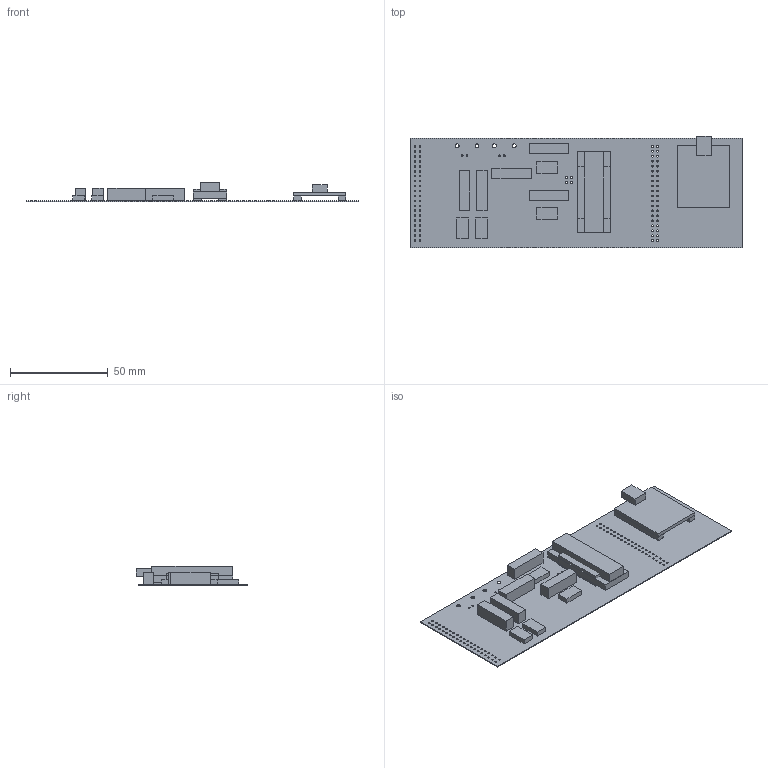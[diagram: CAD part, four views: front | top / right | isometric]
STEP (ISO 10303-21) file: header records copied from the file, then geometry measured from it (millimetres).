
FILE_DESCRIPTION(('Open CASCADE Model'),'2;1');
FILE_NAME('Open CASCADE Shape Model','2020-08-23T19:20:00',('Author'),( 'Open CASCADE'),'Open CASCADE STEP processor 6.8','Open CASCADE 6.8' ,'Unknown');
FILE_SCHEMA(('AUTOMOTIVE_DESIGN { 1 0 10303 214 1 1 1 1 }'));
Length unit declared in the file: millimetre
Products named in the file (34): PCB; Board; Open CASCADE STEP translator 6.8 1.1.1; R10; 7418937184; Extruded; R6; 7165566128; R9; R8; R7; D3; 7230396496; D6; 6587772704; D4; D5; D2; 6243201120; 6243200880; 6243200640; D1; 6264428704; 6264428464; 6264428224
Assembly tree (40 placements, depth 4):
  PCB
    Board
      Open CASCADE STEP translator 6.8 1.1.1
    R10
      7418937184
        Extruded
    R6
      7165566128
        Extruded
    R9
      7418937184
        Extruded
    R8
      7165566128
        Extruded
    R7
      7165566128
        Extruded
    D3
      7230396496
        Extruded
    D6
      6587772704
        Extruded
    D4
      7230396496
        Extruded
    D5
      6587772704
        Extruded
    D2
      6243201120
        Extruded
      6243200880
        Extruded
      6243200640  x2
        Extruded
    D1
      6264428704
        Extruded
      6264428464
        Extruded
      6264428224  x2
        Extruded
Bounding box: 169.88 x 56.88 x 9.76 mm (x, y, z)
Volume: 16030.1 mm3; surface area: 30018.1 mm2
Topology: 18 solids, 18 shells, 311 faces, 825 edges, 550 vertices
Faces by surface type: cylinder 203, plane 108
Full cylindrical faces by diameter (mm): 0.9 x199, 2 x4
Entity records: 10345 total; most frequent: DIRECTION 1767, CARTESIAN_POINT 1545, ORIENTED_EDGE 1482, EDGE_CURVE 741, AXIS2_PLACEMENT_3D 716, FACE_BOUND 675, EDGE_LOOP 675, VERTEX_POINT 494
